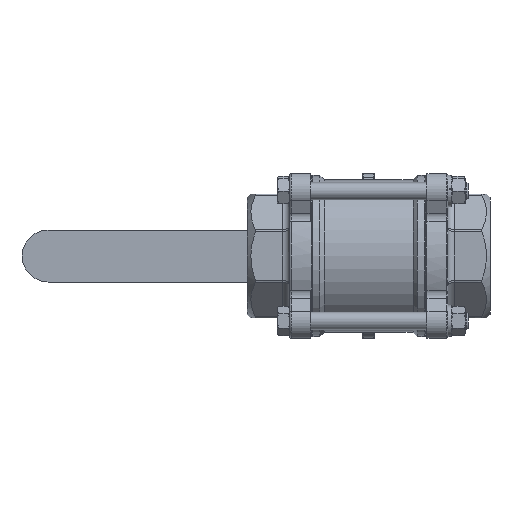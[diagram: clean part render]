
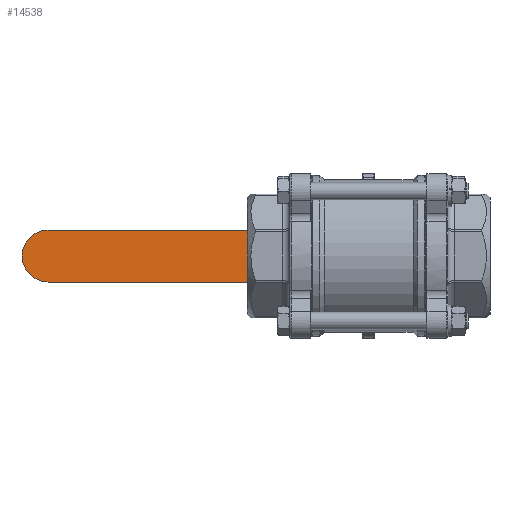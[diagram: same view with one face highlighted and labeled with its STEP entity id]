
A CAD part, front view. The second image highlights one B-rep face of the part: STEP entity #14538.
In plain terms, the highlighted face is planar.
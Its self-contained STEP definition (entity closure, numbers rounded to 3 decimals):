
#1280=CIRCLE('',#15688,15.);
#1871=ORIENTED_EDGE('',*,*,#6265,.F.);
#1872=ORIENTED_EDGE('',*,*,#6270,.T.);
#1873=ORIENTED_EDGE('',*,*,#6268,.T.);
#1874=ORIENTED_EDGE('',*,*,#6256,.T.);
#6256=EDGE_CURVE('',#8468,#8466,#9973,.T.);
#6265=EDGE_CURVE('',#8475,#8466,#9982,.T.);
#6268=EDGE_CURVE('',#8477,#8468,#9984,.T.);
#6270=EDGE_CURVE('',#8475,#8477,#1280,.F.);
#8466=VERTEX_POINT('',#20615);
#8468=VERTEX_POINT('',#20618);
#8475=VERTEX_POINT('',#20634);
#8477=VERTEX_POINT('',#20642);
#9973=LINE('',#20617,#11015);
#9982=LINE('',#20635,#11024);
#9984=LINE('',#20641,#11026);
#11015=VECTOR('',#17032,1000.);
#11024=VECTOR('',#17043,1000.);
#11026=VECTOR('',#17051,1000.);
#12043=EDGE_LOOP('',(#1871,#1872,#1873,#1874));
#13106=FACE_BOUND('',#12043,.T.);
#14159=PLANE('',#15687);
#14538=ADVANCED_FACE('',(#13106),#14159,.F.);
#15687=AXIS2_PLACEMENT_3D('',#20644,#17053,#17054);
#15688=AXIS2_PLACEMENT_3D('',#20645,#17055,#17056);
#17032=DIRECTION('',(-1.,0.,0.));
#17043=DIRECTION('',(0.,-1.,0.));
#17051=DIRECTION('',(0.,-1.,0.));
#17053=DIRECTION('',(0.,0.,1.));
#17054=DIRECTION('',(1.,0.,0.));
#17055=DIRECTION('',(0.,0.,1.));
#17056=DIRECTION('',(1.,0.,0.));
#20615=CARTESIAN_POINT('',(-15.,0.,-3.));
#20617=CARTESIAN_POINT('',(15.,0.,-3.));
#20618=CARTESIAN_POINT('',(15.,0.,-3.));
#20634=CARTESIAN_POINT('',(-15.,115.,-3.));
#20635=CARTESIAN_POINT('',(-15.,130.,-3.));
#20641=CARTESIAN_POINT('',(15.,130.,-3.));
#20642=CARTESIAN_POINT('',(15.,115.,-3.));
#20644=CARTESIAN_POINT('',(15.,130.,-3.));
#20645=CARTESIAN_POINT('',(0.,115.,-3.));
